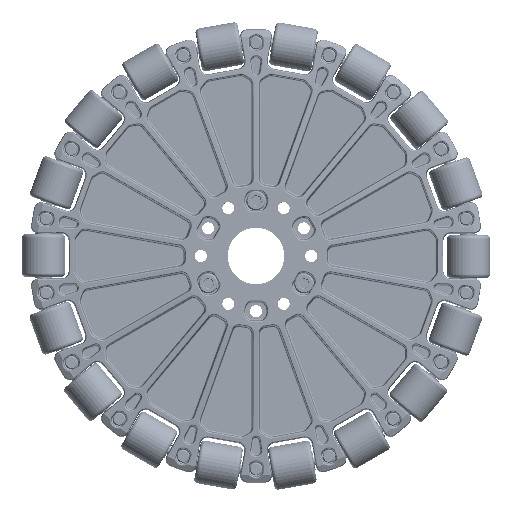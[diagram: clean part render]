
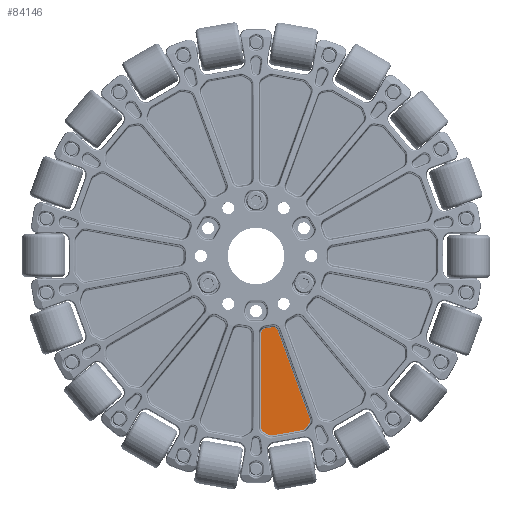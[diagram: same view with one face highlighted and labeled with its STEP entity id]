
A CAD part, top view. The second image highlights one B-rep face of the part: STEP entity #84146.
In plain terms, the highlighted face is planar.
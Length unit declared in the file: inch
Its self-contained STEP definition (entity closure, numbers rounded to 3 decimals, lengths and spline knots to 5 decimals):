
#50 = AXIS2_PLACEMENT_3D ( 'NONE', #69175, #39125, #22805 ) ;
#209 = DIRECTION ( 'NONE',  ( 0., 0., 1. ) ) ;
#2919 = AXIS2_PLACEMENT_3D ( 'NONE', #63694, #8626, #47404 ) ;
#5000 = CARTESIAN_POINT ( 'NONE',  ( 0., 0.4, 0. ) ) ;
#5224 = AXIS2_PLACEMENT_3D ( 'NONE', #67640, #52361, #74795 ) ;
#5461 = DIRECTION ( 'NONE',  ( 0., -1., 0. ) ) ;
#5654 = CARTESIAN_POINT ( 'NONE',  ( 0.98397, 0.4, 0.75449 ) ) ;
#8109 = ORIENTED_EDGE ( 'NONE', *, *, #32334, .T. ) ;
#8626 = DIRECTION ( 'NONE',  ( 0., -1., 0. ) ) ;
#9804 = CIRCLE ( 'NONE', #50, 0.08506 ) ;
#12196 = CARTESIAN_POINT ( 'NONE',  ( 2.0032, 0.4, 2.11896 ) ) ;
#13260 = VERTEX_POINT ( 'NONE', #44077 ) ;
#14454 = CARTESIAN_POINT ( 'NONE',  ( 2.29521, 0.4, 2.00194 ) ) ;
#15419 = VECTOR ( 'NONE', #42075, 39.37008 ) ;
#17671 = EDGE_LOOP ( 'NONE', ( #45117, #8109, #74507, #65948, #97122, #95892, #82874, #80819, #96257, #47609, #91397, #38021, #77312 ) ) ;
#18548 = CARTESIAN_POINT ( 'NONE',  ( 0.91143, 0.4, 0.95016 ) ) ;
#20882 = EDGE_CURVE ( 'NONE', #45872, #34758, #22117, .T. ) ;
#22117 = LINE ( 'NONE', #14454, #64295 ) ;
#22700 = CARTESIAN_POINT ( 'NONE',  ( 2.51967, 0.4, 1.60481 ) ) ;
#22805 = DIRECTION ( 'NONE',  ( 0., 0., 1. ) ) ;
#23379 = LINE ( 'NONE', #63137, #48314 ) ;
#24985 = CIRCLE ( 'NONE', #81935, 0.08506 ) ;
#26877 = CARTESIAN_POINT ( 'NONE',  ( 2.43462, 0.4, 1.60481 ) ) ;
#27807 = CIRCLE ( 'NONE', #84719, 0.08506 ) ;
#28723 = VERTEX_POINT ( 'NONE', #22700 ) ;
#31340 = DIRECTION ( 'NONE',  ( 0., -1., 0. ) ) ;
#31447 = AXIS2_PLACEMENT_3D ( 'NONE', #26877, #97170, #43168 ) ;
#32165 = VERTEX_POINT ( 'NONE', #73909 ) ;
#32334 = EDGE_CURVE ( 'NONE', #42267, #100508, #23379, .T. ) ;
#34758 = VERTEX_POINT ( 'NONE', #77666 ) ;
#35655 = VERTEX_POINT ( 'NONE', #41230 ) ;
#35798 = DIRECTION ( 'NONE',  ( 0., 0., 1. ) ) ;
#36582 = FACE_OUTER_BOUND ( 'NONE', #17671, .T. ) ;
#36926 = AXIS2_PLACEMENT_3D ( 'NONE', #12196, #81069, #83065 ) ;
#37993 = CARTESIAN_POINT ( 'NONE',  ( 1.05147, 0.4, 0.80625 ) ) ;
#38021 = ORIENTED_EDGE ( 'NONE', *, *, #60405, .T. ) ;
#38244 = VERTEX_POINT ( 'NONE', #59380 ) ;
#38471 = LINE ( 'NONE', #92979, #84654 ) ;
#39125 = DIRECTION ( 'NONE',  ( 0., -1., 0. ) ) ;
#40883 = EDGE_CURVE ( 'NONE', #86601, #38244, #72708, .T. ) ;
#41230 = CARTESIAN_POINT ( 'NONE',  ( 0.9139, 0.4, 0.838 ) ) ;
#41653 = VERTEX_POINT ( 'NONE', #48235 ) ;
#42075 = DIRECTION ( 'NONE',  ( -0.643, 0., -0.766 ) ) ;
#42267 = VERTEX_POINT ( 'NONE', #88098 ) ;
#43168 = DIRECTION ( 'NONE',  ( 0., 0., 1. ) ) ;
#43707 = PLANE ( 'NONE',  #5224 ) ;
#44077 = CARTESIAN_POINT ( 'NONE',  ( 2.51967, 0.4, 1.70348 ) ) ;
#44449 = CARTESIAN_POINT ( 'NONE',  ( 0.91143, 0.4, 0.95016 ) ) ;
#45117 = ORIENTED_EDGE ( 'NONE', *, *, #100398, .T. ) ;
#45872 = VERTEX_POINT ( 'NONE', #91079 ) ;
#47404 = DIRECTION ( 'NONE',  ( 0., 0., 1. ) ) ;
#47609 = ORIENTED_EDGE ( 'NONE', *, *, #50641, .T. ) ;
#48235 = CARTESIAN_POINT ( 'NONE',  ( 1.094, 0.4, 0.73259 ) ) ;
#48314 = VECTOR ( 'NONE', #69767, 39.37008 ) ;
#50641 = EDGE_CURVE ( 'NONE', #32165, #28723, #75371, .T. ) ;
#52070 = CARTESIAN_POINT ( 'NONE',  ( 2.51967, 0.4, 0.89549 ) ) ;
#52361 = DIRECTION ( 'NONE',  ( 0., 1., 0. ) ) ;
#52447 = DIRECTION ( 'NONE',  ( 0., 1., 0. ) ) ;
#53210 = DIRECTION ( 'NONE',  ( -0.643, 0., 0.766 ) ) ;
#56049 = EDGE_CURVE ( 'NONE', #71065, #35655, #79430, .T. ) ;
#59380 = CARTESIAN_POINT ( 'NONE',  ( 1.93804, 0.4, 2.17363 ) ) ;
#59705 = LINE ( 'NONE', #52070, #90144 ) ;
#60405 = EDGE_CURVE ( 'NONE', #13260, #45872, #24985, .T. ) ;
#60653 = EDGE_CURVE ( 'NONE', #100508, #86601, #70601, .T. ) ;
#60992 = EDGE_CURVE ( 'NONE', #28723, #13260, #59705, .T. ) ;
#61677 = EDGE_CURVE ( 'NONE', #38244, #71065, #79777, .T. ) ;
#61916 = DIRECTION ( 'NONE',  ( 0.866, 0., 0.5 ) ) ;
#62473 = CARTESIAN_POINT ( 'NONE',  ( 2.43462, 0.4, 1.70348 ) ) ;
#63137 = CARTESIAN_POINT ( 'NONE',  ( 1.23154, 0.4, 2.34139 ) ) ;
#63694 = CARTESIAN_POINT ( 'NONE',  ( 0.97659, 0.4, 0.89549 ) ) ;
#64295 = VECTOR ( 'NONE', #53210, 39.37008 ) ;
#65948 = ORIENTED_EDGE ( 'NONE', *, *, #40883, .T. ) ;
#67231 = DIRECTION ( 'NONE',  ( 0., 0., 1. ) ) ;
#67640 = CARTESIAN_POINT ( 'NONE',  ( 0.97659, 0.4, 0.89549 ) ) ;
#69175 = CARTESIAN_POINT ( 'NONE',  ( 2.10037, 0.4, 2.10182 ) ) ;
#69767 = DIRECTION ( 'NONE',  ( -0.985, 0., 0.174 ) ) ;
#69830 = EDGE_CURVE ( 'NONE', #41653, #32165, #38471, .T. ) ;
#70601 = CIRCLE ( 'NONE', #95034, 0.08506 ) ;
#70868 = EDGE_CURVE ( 'NONE', #94902, #41653, #27807, .T. ) ;
#71065 = VERTEX_POINT ( 'NONE', #18548 ) ;
#72708 = CIRCLE ( 'NONE', #36926, 0.08506 ) ;
#73909 = CARTESIAN_POINT ( 'NONE',  ( 2.47715, 0.4, 1.53115 ) ) ;
#74507 = ORIENTED_EDGE ( 'NONE', *, *, #60653, .T. ) ;
#74795 = DIRECTION ( 'NONE',  ( 0., 0., 1. ) ) ;
#75371 = CIRCLE ( 'NONE', #31447, 0.08506 ) ;
#77312 = ORIENTED_EDGE ( 'NONE', *, *, #20882, .T. ) ;
#77666 = CARTESIAN_POINT ( 'NONE',  ( 2.16552, 0.4, 2.1565 ) ) ;
#79336 = CARTESIAN_POINT ( 'NONE',  ( 2.01797, 0.4, 2.20272 ) ) ;
#79430 = CIRCLE ( 'NONE', #2919, 0.08506 ) ;
#79777 = LINE ( 'NONE', #44449, #15419 ) ;
#80094 = CIRCLE ( 'NONE', #84927, 1.23994 ) ;
#80819 = ORIENTED_EDGE ( 'NONE', *, *, #70868, .T. ) ;
#81069 = DIRECTION ( 'NONE',  ( 0., -1., 0. ) ) ;
#81626 = EDGE_CURVE ( 'NONE', #35655, #94902, #80094, .T. ) ;
#81935 = AXIS2_PLACEMENT_3D ( 'NONE', #62473, #5461, #98265 ) ;
#82874 = ORIENTED_EDGE ( 'NONE', *, *, #81626, .T. ) ;
#83065 = DIRECTION ( 'NONE',  ( 0., 0., 1. ) ) ;
#84146 = ADVANCED_FACE ( 'NONE', ( #36582 ), #43707, .F. ) ;
#84654 = VECTOR ( 'NONE', #61916, 39.37008 ) ;
#84719 = AXIS2_PLACEMENT_3D ( 'NONE', #37993, #31340, #209 ) ;
#84927 = AXIS2_PLACEMENT_3D ( 'NONE', #5000, #52447, #67231 ) ;
#85753 = CARTESIAN_POINT ( 'NONE',  ( 2.0032, 0.4, 2.11896 ) ) ;
#86601 = VERTEX_POINT ( 'NONE', #89429 ) ;
#88098 = CARTESIAN_POINT ( 'NONE',  ( 2.11514, 0.4, 2.18559 ) ) ;
#89429 = CARTESIAN_POINT ( 'NONE',  ( 2.0032, 0.4, 2.20401 ) ) ;
#90144 = VECTOR ( 'NONE', #35798, 39.37008 ) ;
#91079 = CARTESIAN_POINT ( 'NONE',  ( 2.49977, 0.4, 1.75815 ) ) ;
#91397 = ORIENTED_EDGE ( 'NONE', *, *, #60992, .T. ) ;
#92410 = DIRECTION ( 'NONE',  ( 0., 0., 1. ) ) ;
#92979 = CARTESIAN_POINT ( 'NONE',  ( 1.07648, 0.4, 0.72247 ) ) ;
#94902 = VERTEX_POINT ( 'NONE', #5654 ) ;
#95034 = AXIS2_PLACEMENT_3D ( 'NONE', #85753, #100550, #92410 ) ;
#95892 = ORIENTED_EDGE ( 'NONE', *, *, #56049, .T. ) ;
#96257 = ORIENTED_EDGE ( 'NONE', *, *, #69830, .T. ) ;
#97122 = ORIENTED_EDGE ( 'NONE', *, *, #61677, .T. ) ;
#97170 = DIRECTION ( 'NONE',  ( 0., -1., 0. ) ) ;
#98265 = DIRECTION ( 'NONE',  ( 0., 0., 1. ) ) ;
#100398 = EDGE_CURVE ( 'NONE', #34758, #42267, #9804, .T. ) ;
#100508 = VERTEX_POINT ( 'NONE', #79336 ) ;
#100550 = DIRECTION ( 'NONE',  ( 0., -1., 0. ) ) ;
